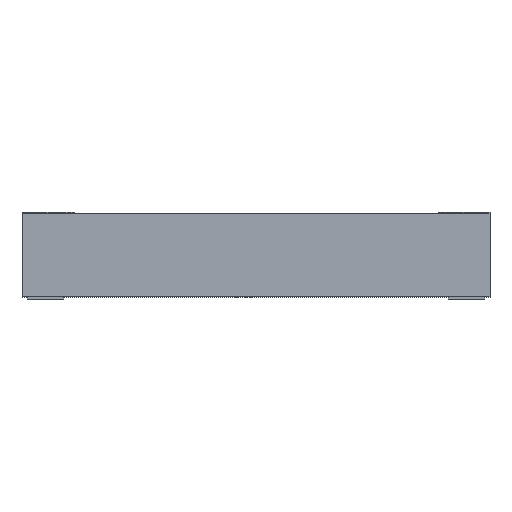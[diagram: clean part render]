
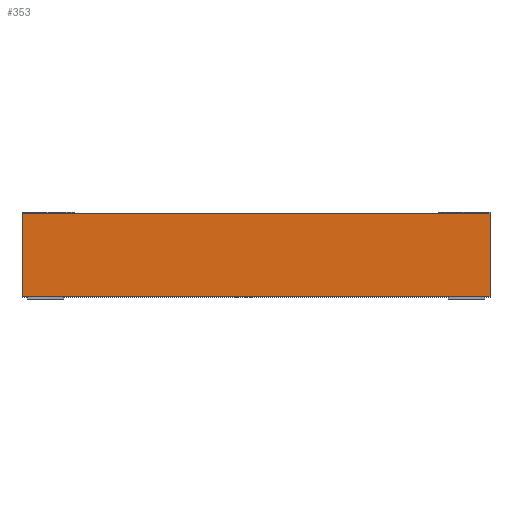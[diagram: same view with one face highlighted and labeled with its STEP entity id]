
A CAD part, top view. The second image highlights one B-rep face of the part: STEP entity #353.
In plain terms, the highlighted planar face has unit normal (0, 0, 1).
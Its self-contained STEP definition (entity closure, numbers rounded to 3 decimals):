
#3 = VERTEX_POINT ( 'NONE', #656 ) ;
#4 = DIRECTION ( 'NONE',  ( 1., 0., 0. ) ) ;
#23 = VERTEX_POINT ( 'NONE', #123 ) ;
#25 = DIRECTION ( 'NONE',  ( 0., 1., 0. ) ) ;
#33 = EDGE_CURVE ( 'NONE', #23, #3, #135, .T. ) ;
#46 = ORIENTED_EDGE ( 'NONE', *, *, #118, .F. ) ;
#97 = ORIENTED_EDGE ( 'NONE', *, *, #33, .F. ) ;
#103 = DIRECTION ( 'NONE',  ( 0., 0., 1. ) ) ;
#108 = EDGE_CURVE ( 'NONE', #175, #245, #266, .T. ) ;
#113 = CARTESIAN_POINT ( 'NONE',  ( -4.5, -1.6, 3.35 ) ) ;
#118 = EDGE_CURVE ( 'NONE', #175, #23, #195, .T. ) ;
#123 = CARTESIAN_POINT ( 'NONE',  ( -4.5, 0., 3.35 ) ) ;
#127 = CARTESIAN_POINT ( 'NONE',  ( -4.5, -1.6, 3.35 ) ) ;
#135 = LINE ( 'NONE', #535, #465 ) ;
#175 = VERTEX_POINT ( 'NONE', #550 ) ;
#195 = LINE ( 'NONE', #127, #731 ) ;
#208 = ORIENTED_EDGE ( 'NONE', *, *, #800, .T. ) ;
#245 = VERTEX_POINT ( 'NONE', #297 ) ;
#261 = CARTESIAN_POINT ( 'NONE',  ( -4.5, -1.6, 3.35 ) ) ;
#266 = LINE ( 'NONE', #261, #404 ) ;
#277 = AXIS2_PLACEMENT_3D ( 'NONE', #113, #103, #858 ) ;
#297 = CARTESIAN_POINT ( 'NONE',  ( 4.5, -1.6, 3.35 ) ) ;
#335 = DIRECTION ( 'NONE',  ( 0., 1., 0. ) ) ;
#353 = ADVANCED_FACE ( 'NONE', ( #780 ), #521, .T. ) ;
#404 = VECTOR ( 'NONE', #805, 1000. ) ;
#416 = EDGE_LOOP ( 'NONE', ( #97, #46, #739, #208 ) ) ;
#465 = VECTOR ( 'NONE', #4, 1000. ) ;
#521 = PLANE ( 'NONE',  #277 ) ;
#535 = CARTESIAN_POINT ( 'NONE',  ( -4.5, 0., 3.35 ) ) ;
#550 = CARTESIAN_POINT ( 'NONE',  ( -4.5, -1.6, 3.35 ) ) ;
#618 = VECTOR ( 'NONE', #25, 1000. ) ;
#630 = LINE ( 'NONE', #689, #618 ) ;
#656 = CARTESIAN_POINT ( 'NONE',  ( 4.5, 0., 3.35 ) ) ;
#689 = CARTESIAN_POINT ( 'NONE',  ( 4.5, -1.6, 3.35 ) ) ;
#731 = VECTOR ( 'NONE', #335, 1000. ) ;
#739 = ORIENTED_EDGE ( 'NONE', *, *, #108, .T. ) ;
#780 = FACE_OUTER_BOUND ( 'NONE', #416, .T. ) ;
#800 = EDGE_CURVE ( 'NONE', #245, #3, #630, .T. ) ;
#805 = DIRECTION ( 'NONE',  ( 1., 0., 0. ) ) ;
#858 = DIRECTION ( 'NONE',  ( 1., 0., 0. ) ) ;
